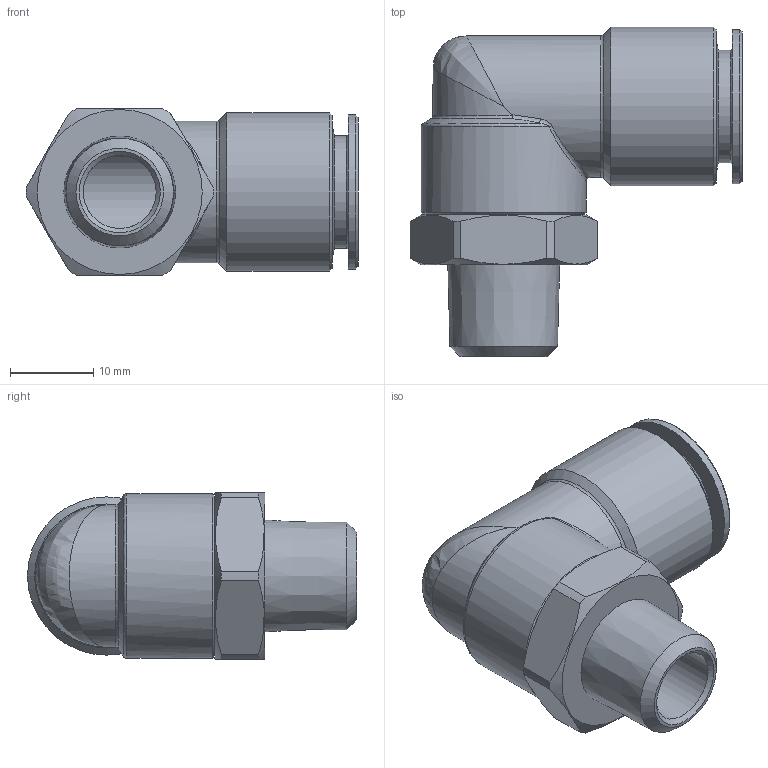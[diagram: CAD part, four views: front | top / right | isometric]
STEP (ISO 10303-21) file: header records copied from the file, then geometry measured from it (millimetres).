
FILE_DESCRIPTION(( 'MA.15.12.14.stp' ), '1');
FILE_NAME( 'MA.15.12.14.stp', '2021-02-22T11:50:32',( 'Sopra'),('sopra-pneumatic.com'), 'SwSTEP 2.0','SolidWorks 2009','' );
FILE_SCHEMA( ( 'AUTOMOTIVE_DESIGN { 1 0 10303 214 1 1 1 1 }' ) );
Length unit declared in the file: metre
Products named in the file (1): Taglia-Rivoluzione1
Bounding box: 39.85 x 39.5 x 20 mm (x, y, z)
Volume: 9265.5 mm3; surface area: 5821.6 mm2
Topology: 1 solids, 1 shells, 52 faces, 125 edges, 77 vertices
Faces by surface type: cylinder 15, cone 14, plane 13, bspline 6, torus 4
Full cylindrical faces by diameter (mm): 8.75 x1, 11 x1, 12.15 x1, 13.5 x1, 17 x1, 18.5 x1, 19 x1, 19.8 x1
Entity records: 2387 total; most frequent: CARTESIAN_POINT 930, DIRECTION 200, ORIENTED_EDGE 192, EDGE_CURVE 96, AXIS2_PLACEMENT_3D 94, EDGE_LOOP 81, VERTEX_POINT 73, FACE_OUTER_BOUND 62
